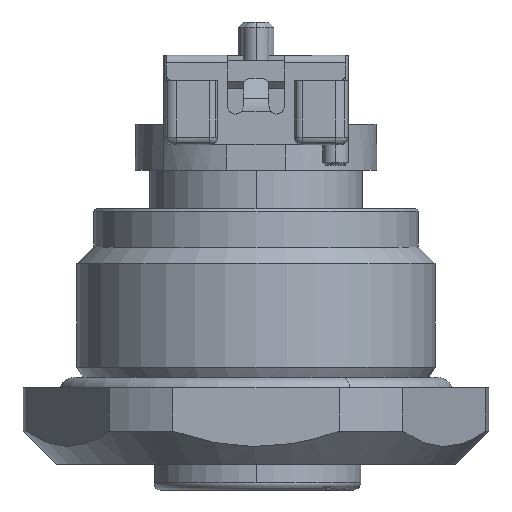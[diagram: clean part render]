
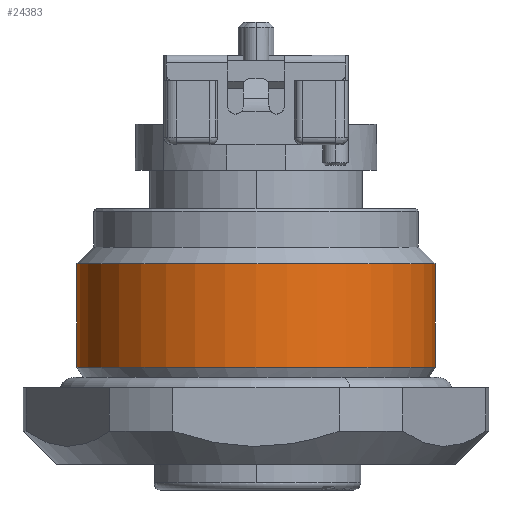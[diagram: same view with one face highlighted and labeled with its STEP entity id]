
A CAD part, left-side view. The second image highlights one B-rep face of the part: STEP entity #24383.
In plain terms, the highlighted cylindrical face has radius 7 mm (diameter 14 mm), a partial arc.
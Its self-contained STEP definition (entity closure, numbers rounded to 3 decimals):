
#24111=AXIS2_PLACEMENT_3D('Circle Axis2P3D',#24109,#24110,$) ;
#24318=AXIS2_PLACEMENT_3D('Circle Axis2P3D',#24316,#24317,$) ;
#24365=AXIS2_PLACEMENT_3D('Cylinder Axis2P3D',#24362,#24363,#24364) ;
#24081=CARTESIAN_POINT('Vertex',(8.5,2.1,4.8)) ;
#24088=CARTESIAN_POINT('Vertex',(8.5,16.1,4.8)) ;
#24109=CARTESIAN_POINT('Axis2P3D Location',(8.5,9.1,4.8)) ;
#24215=CARTESIAN_POINT('Vertex',(8.5,2.1,8.85)) ;
#24224=CARTESIAN_POINT('Vertex',(8.5,16.1,8.85)) ;
#24316=CARTESIAN_POINT('Axis2P3D Location',(8.5,9.1,8.85)) ;
#24362=CARTESIAN_POINT('Axis2P3D Location',(8.5,9.1,5.06)) ;
#24367=CARTESIAN_POINT('Line Origine',(8.5,16.1,5.06)) ;
#24372=CARTESIAN_POINT('Line Origine',(8.5,2.1,5.06)) ;
#24110=DIRECTION('Axis2P3D Direction',(0.,0.,1.)) ;
#24317=DIRECTION('Axis2P3D Direction',(0.,0.,-1.)) ;
#24363=DIRECTION('Axis2P3D Direction',(0.,0.,-1.)) ;
#24364=DIRECTION('Axis2P3D XDirection',(0.,-1.,0.)) ;
#24368=DIRECTION('Vector Direction',(0.,0.,-1.)) ;
#24373=DIRECTION('Vector Direction',(0.,0.,-1.)) ;
#24369=VECTOR('Line Direction',#24368,1.) ;
#24374=VECTOR('Line Direction',#24373,1.) ;
#24378=ORIENTED_EDGE('',*,*,#24371,.F.) ;
#24379=ORIENTED_EDGE('',*,*,#24113,.T.) ;
#24380=ORIENTED_EDGE('',*,*,#24376,.F.) ;
#24381=ORIENTED_EDGE('',*,*,#24320,.T.) ;
#24383=ADVANCED_FACE('V2',(#24382),#24366,.T.) ;
#24112=CIRCLE('generated circle',#24111,7.) ;
#24319=CIRCLE('generated circle',#24318,7.) ;
#24366=CYLINDRICAL_SURFACE('generated cylinder',#24365,7.) ;
#24113=EDGE_CURVE('',#24089,#24082,#24112,.T.) ;
#24320=EDGE_CURVE('',#24216,#24225,#24319,.T.) ;
#24371=EDGE_CURVE('',#24089,#24225,#24370,.F.) ;
#24376=EDGE_CURVE('',#24216,#24082,#24375,.T.) ;
#24377=EDGE_LOOP('',(#24378,#24379,#24380,#24381)) ;
#24382=FACE_OUTER_BOUND('',#24377,.T.) ;
#24370=LINE('Line',#24367,#24369) ;
#24375=LINE('Line',#24372,#24374) ;
#24082=VERTEX_POINT('',#24081) ;
#24089=VERTEX_POINT('',#24088) ;
#24216=VERTEX_POINT('',#24215) ;
#24225=VERTEX_POINT('',#24224) ;
